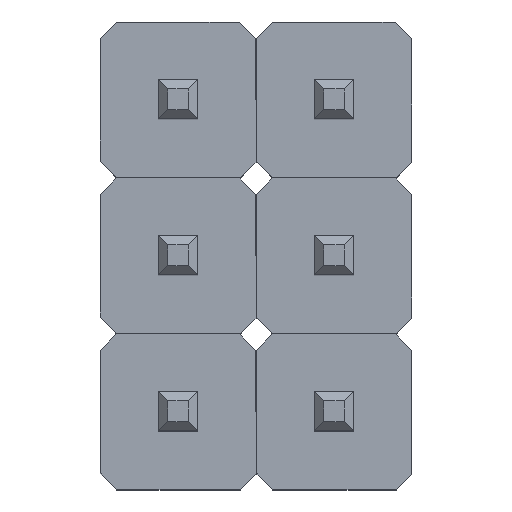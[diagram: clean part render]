
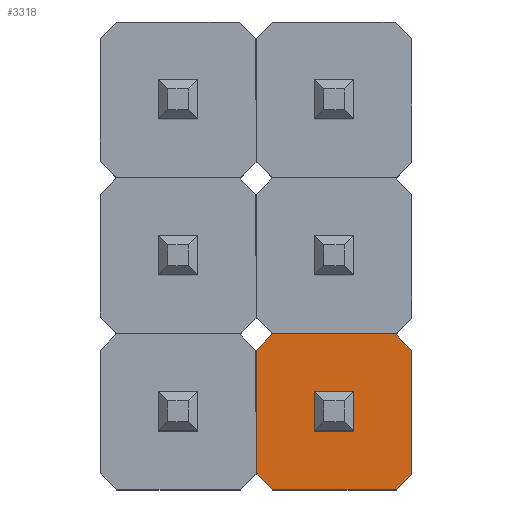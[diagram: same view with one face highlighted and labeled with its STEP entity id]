
A CAD part, top view. The second image highlights one B-rep face of the part: STEP entity #3318.
In plain terms, the highlighted planar face has unit normal (0, 0, 1).
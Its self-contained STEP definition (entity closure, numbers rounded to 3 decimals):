
#44=FACE_BOUND('',#344,.T.);
#138=FACE_OUTER_BOUND('',#343,.T.);
#343=EDGE_LOOP('',(#2501,#2502,#2503,#2504,#2505,#2506,#2507,#2508));
#344=EDGE_LOOP('',(#2509,#2510,#2511,#2512));
#638=LINE('',#4862,#1094);
#641=LINE('',#4867,#1097);
#643=LINE('',#4871,#1099);
#644=LINE('',#4873,#1100);
#647=LINE('',#4881,#1103);
#650=LINE('',#4887,#1106);
#653=LINE('',#4893,#1109);
#656=LINE('',#4899,#1112);
#659=LINE('',#4905,#1115);
#662=LINE('',#4911,#1118);
#665=LINE('',#4917,#1121);
#668=LINE('',#4921,#1124);
#1094=VECTOR('',#3971,10.);
#1097=VECTOR('',#3976,10.);
#1099=VECTOR('',#3980,10.);
#1100=VECTOR('',#3983,10.);
#1103=VECTOR('',#3988,10.);
#1106=VECTOR('',#3993,10.);
#1109=VECTOR('',#3998,10.);
#1112=VECTOR('',#4003,10.);
#1115=VECTOR('',#4008,10.);
#1118=VECTOR('',#4013,10.);
#1121=VECTOR('',#4018,10.);
#1124=VECTOR('',#4023,10.);
#1489=VERTEX_POINT('',#4859);
#1490=VERTEX_POINT('',#4861);
#1491=VERTEX_POINT('',#4865);
#1492=VERTEX_POINT('',#4869);
#1495=VERTEX_POINT('',#4878);
#1496=VERTEX_POINT('',#4880);
#1498=VERTEX_POINT('',#4886);
#1500=VERTEX_POINT('',#4892);
#1502=VERTEX_POINT('',#4898);
#1504=VERTEX_POINT('',#4904);
#1506=VERTEX_POINT('',#4910);
#1508=VERTEX_POINT('',#4916);
#1838=EDGE_CURVE('',#1490,#1489,#638,.T.);
#1841=EDGE_CURVE('',#1489,#1491,#641,.T.);
#1843=EDGE_CURVE('',#1491,#1492,#643,.T.);
#1844=EDGE_CURVE('',#1492,#1490,#644,.T.);
#1847=EDGE_CURVE('',#1496,#1495,#647,.T.);
#1850=EDGE_CURVE('',#1498,#1496,#650,.T.);
#1853=EDGE_CURVE('',#1500,#1498,#653,.T.);
#1856=EDGE_CURVE('',#1502,#1500,#656,.T.);
#1859=EDGE_CURVE('',#1504,#1502,#659,.T.);
#1862=EDGE_CURVE('',#1506,#1504,#662,.T.);
#1865=EDGE_CURVE('',#1508,#1506,#665,.T.);
#1868=EDGE_CURVE('',#1495,#1508,#668,.T.);
#2501=ORIENTED_EDGE('',*,*,#1868,.T.);
#2502=ORIENTED_EDGE('',*,*,#1865,.T.);
#2503=ORIENTED_EDGE('',*,*,#1862,.T.);
#2504=ORIENTED_EDGE('',*,*,#1859,.T.);
#2505=ORIENTED_EDGE('',*,*,#1856,.T.);
#2506=ORIENTED_EDGE('',*,*,#1853,.T.);
#2507=ORIENTED_EDGE('',*,*,#1850,.T.);
#2508=ORIENTED_EDGE('',*,*,#1847,.T.);
#2509=ORIENTED_EDGE('',*,*,#1844,.T.);
#2510=ORIENTED_EDGE('',*,*,#1838,.T.);
#2511=ORIENTED_EDGE('',*,*,#1841,.T.);
#2512=ORIENTED_EDGE('',*,*,#1843,.T.);
#3120=PLANE('',#3541);
#3318=ADVANCED_FACE('',(#138,#44),#3120,.T.);
#3541=AXIS2_PLACEMENT_3D('',#4922,#4024,#4025);
#3971=DIRECTION('',(0.,-1.,0.));
#3976=DIRECTION('',(-1.,0.,0.));
#3980=DIRECTION('',(0.,1.,0.));
#3983=DIRECTION('',(1.,0.,0.));
#3988=DIRECTION('',(0.,-1.,0.));
#3993=DIRECTION('',(-0.707,-0.707,0.));
#3998=DIRECTION('',(-1.,0.,0.));
#4003=DIRECTION('',(-0.707,0.707,0.));
#4008=DIRECTION('',(0.,1.,0.));
#4013=DIRECTION('',(0.707,0.707,0.));
#4018=DIRECTION('',(1.,0.,0.));
#4023=DIRECTION('',(0.707,-0.707,0.));
#4024=DIRECTION('center_axis',(0.,0.,1.));
#4025=DIRECTION('ref_axis',(1.,0.,0.));
#4859=CARTESIAN_POINT('',(1.59,-2.86,2.54));
#4861=CARTESIAN_POINT('',(1.59,-2.22,2.54));
#4862=CARTESIAN_POINT('',(1.59,-2.22,2.54));
#4865=CARTESIAN_POINT('',(0.95,-2.86,2.54));
#4867=CARTESIAN_POINT('',(1.59,-2.86,2.54));
#4869=CARTESIAN_POINT('',(0.95,-2.22,2.54));
#4871=CARTESIAN_POINT('',(0.95,-2.86,2.54));
#4873=CARTESIAN_POINT('',(0.95,-2.22,2.54));
#4878=CARTESIAN_POINT('',(0.,-3.536,2.54));
#4880=CARTESIAN_POINT('',(0.,-1.537,2.54));
#4881=CARTESIAN_POINT('',(0.,-3.81,2.54));
#4886=CARTESIAN_POINT('',(0.267,-1.27,2.54));
#4887=CARTESIAN_POINT('',(0.267,-1.27,2.54));
#4892=CARTESIAN_POINT('',(2.266,-1.27,2.54));
#4893=CARTESIAN_POINT('',(0.,-1.27,2.54));
#4898=CARTESIAN_POINT('',(2.54,-1.544,2.54));
#4899=CARTESIAN_POINT('',(2.266,-1.27,2.54));
#4904=CARTESIAN_POINT('',(2.54,-3.553,2.54));
#4905=CARTESIAN_POINT('',(2.54,-1.27,2.54));
#4910=CARTESIAN_POINT('',(2.283,-3.81,2.54));
#4911=CARTESIAN_POINT('',(2.283,-3.81,2.54));
#4916=CARTESIAN_POINT('',(0.274,-3.81,2.54));
#4917=CARTESIAN_POINT('',(2.54,-3.81,2.54));
#4921=CARTESIAN_POINT('',(0.,-3.536,2.54));
#4922=CARTESIAN_POINT('Origin',(1.27,-2.54,2.54));
